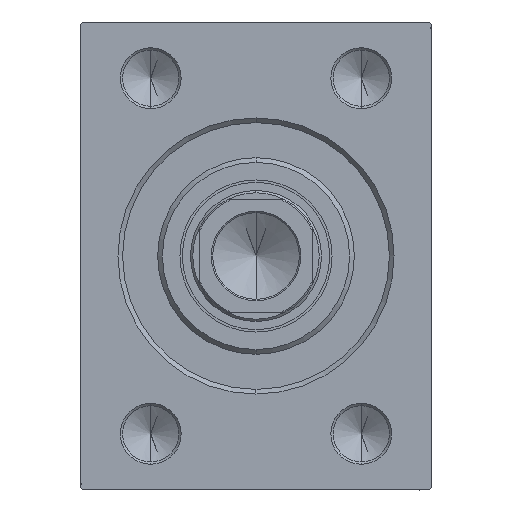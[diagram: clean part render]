
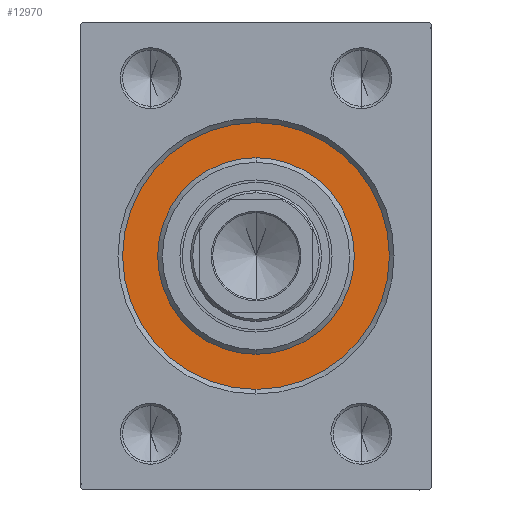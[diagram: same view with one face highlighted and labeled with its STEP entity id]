
A CAD part, left-side view. The second image highlights one B-rep face of the part: STEP entity #12970.
In plain terms, the highlighted face is planar.
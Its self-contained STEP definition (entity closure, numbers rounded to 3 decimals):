
#272 = EDGE_CURVE ( 'NONE', #38960, #37815, #10294, .T. ) ;
#1757 = CIRCLE ( 'NONE', #38305, 21. ) ;
#1858 = AXIS2_PLACEMENT_3D ( 'NONE', #3876, #28261, #13956 ) ;
#3128 = CARTESIAN_POINT ( 'NONE',  ( 0., 0., -21. ) ) ;
#3876 = CARTESIAN_POINT ( 'NONE',  ( 0., 0., 0. ) ) ;
#4411 = CARTESIAN_POINT ( 'NONE',  ( 0., 0., -28.5 ) ) ;
#5191 = ORIENTED_EDGE ( 'NONE', *, *, #272, .F. ) ;
#7136 = EDGE_CURVE ( 'NONE', #40354, #8272, #1757, .T. ) ;
#8272 = VERTEX_POINT ( 'NONE', #40095 ) ;
#8524 = EDGE_LOOP ( 'NONE', ( #10687, #32291 ) ) ;
#9461 = EDGE_LOOP ( 'NONE', ( #24868, #5191 ) ) ;
#9712 = CIRCLE ( 'NONE', #1858, 21. ) ;
#10294 = CIRCLE ( 'NONE', #28144, 28.5 ) ;
#10429 = EDGE_CURVE ( 'NONE', #8272, #40354, #9712, .T. ) ;
#10687 = ORIENTED_EDGE ( 'NONE', *, *, #10429, .F. ) ;
#12799 = DIRECTION ( 'NONE',  ( 0., 0., -1. ) ) ;
#12970 = ADVANCED_FACE ( 'NONE', ( #14301, #17876 ), #24376, .F. ) ;
#13590 = CARTESIAN_POINT ( 'NONE',  ( 0., 0., 28.5 ) ) ;
#13956 = DIRECTION ( 'NONE',  ( 0., 0., -1. ) ) ;
#14301 = FACE_BOUND ( 'NONE', #8524, .T. ) ;
#14512 = DIRECTION ( 'NONE',  ( -1., 0., 0. ) ) ;
#16600 = CARTESIAN_POINT ( 'NONE',  ( 0., 0., 0. ) ) ;
#17136 = CIRCLE ( 'NONE', #39276, 28.5 ) ;
#17876 = FACE_OUTER_BOUND ( 'NONE', #9461, .T. ) ;
#18855 = CARTESIAN_POINT ( 'NONE',  ( 0., 0., 0. ) ) ;
#19780 = AXIS2_PLACEMENT_3D ( 'NONE', #16600, #14512, #21015 ) ;
#20702 = EDGE_CURVE ( 'NONE', #37815, #38960, #17136, .T. ) ;
#21015 = DIRECTION ( 'NONE',  ( 0., 0., 1. ) ) ;
#24376 = PLANE ( 'NONE',  #19780 ) ;
#24567 = DIRECTION ( 'NONE',  ( -1., 0., 0. ) ) ;
#24868 = ORIENTED_EDGE ( 'NONE', *, *, #20702, .F. ) ;
#28144 = AXIS2_PLACEMENT_3D ( 'NONE', #38634, #37367, #34253 ) ;
#28261 = DIRECTION ( 'NONE',  ( 1., 0., 0. ) ) ;
#31701 = CARTESIAN_POINT ( 'NONE',  ( 0., 0., 0. ) ) ;
#32291 = ORIENTED_EDGE ( 'NONE', *, *, #7136, .F. ) ;
#34253 = DIRECTION ( 'NONE',  ( 0., 0., 1. ) ) ;
#36296 = DIRECTION ( 'NONE',  ( 1., 0., 0. ) ) ;
#37367 = DIRECTION ( 'NONE',  ( -1., 0., 0. ) ) ;
#37815 = VERTEX_POINT ( 'NONE', #4411 ) ;
#37972 = DIRECTION ( 'NONE',  ( 0., 0., 1. ) ) ;
#38305 = AXIS2_PLACEMENT_3D ( 'NONE', #18855, #36296, #12799 ) ;
#38634 = CARTESIAN_POINT ( 'NONE',  ( 0., 0., 0. ) ) ;
#38960 = VERTEX_POINT ( 'NONE', #13590 ) ;
#39276 = AXIS2_PLACEMENT_3D ( 'NONE', #31701, #24567, #37972 ) ;
#40095 = CARTESIAN_POINT ( 'NONE',  ( 0., 0., 21. ) ) ;
#40354 = VERTEX_POINT ( 'NONE', #3128 ) ;
